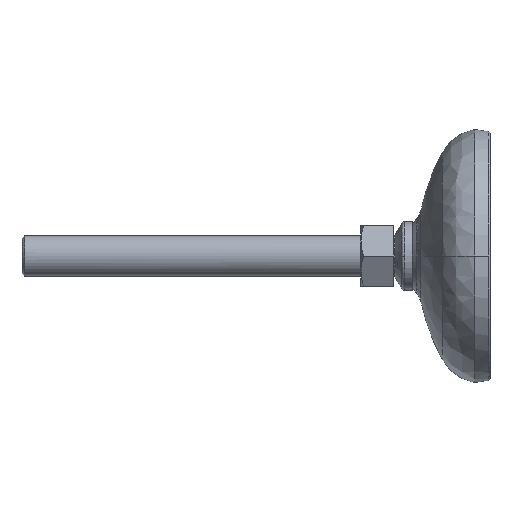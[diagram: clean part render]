
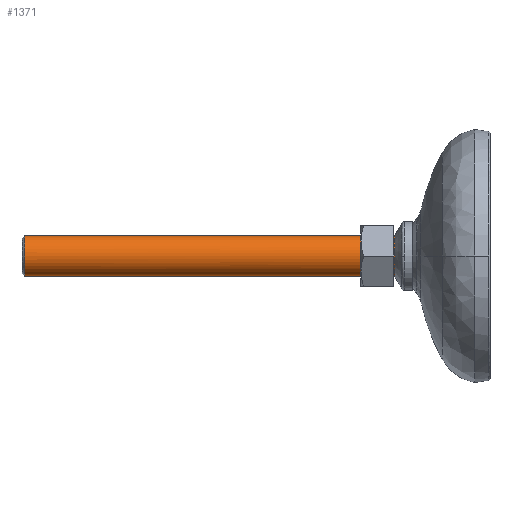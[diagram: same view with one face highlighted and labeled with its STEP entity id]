
A CAD part, left-side view. The second image highlights one B-rep face of the part: STEP entity #1371.
In plain terms, the highlighted cylindrical face has radius 8 mm (diameter 16 mm), a partial arc.
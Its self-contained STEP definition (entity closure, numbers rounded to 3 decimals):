
#11 = CARTESIAN_POINT ( 'NONE',  ( -6.5, -29.342, -4.664 ) ) ;
#55 = DIRECTION ( 'NONE',  ( 0., -1., 0. ) ) ;
#113 = EDGE_CURVE ( 'NONE', #1845, #3192, #1378, .T. ) ;
#144 = CARTESIAN_POINT ( 'NONE',  ( 0., 31.739, -8. ) ) ;
#146 = VECTOR ( 'NONE', #1275, 1000. ) ;
#168 = CARTESIAN_POINT ( 'NONE',  ( -6.5, 45., -4.664 ) ) ;
#241 = LINE ( 'NONE', #1582, #146 ) ;
#351 = VECTOR ( 'NONE', #615, 1000. ) ;
#395 = ORIENTED_EDGE ( 'NONE', *, *, #1356, .T. ) ;
#448 = FACE_BOUND ( 'NONE', #3128, .T. ) ;
#450 = VECTOR ( 'NONE', #55, 1000. ) ;
#497 = VERTEX_POINT ( 'NONE', #2778 ) ;
#564 = EDGE_CURVE ( 'NONE', #3106, #1845, #2102, .T. ) ;
#615 = DIRECTION ( 'NONE',  ( 0., -1., 0. ) ) ;
#648 = EDGE_CURVE ( 'NONE', #1221, #497, #2223, .T. ) ;
#750 = CARTESIAN_POINT ( 'NONE',  ( -6.5, 37., 4.664 ) ) ;
#783 = AXIS2_PLACEMENT_3D ( 'NONE', #1209, #2546, #1469 ) ;
#868 = CARTESIAN_POINT ( 'NONE',  ( 0., -29.342, 8. ) ) ;
#983 = CARTESIAN_POINT ( 'NONE',  ( -6.5, 45., 4.664 ) ) ;
#994 = FACE_OUTER_BOUND ( 'NONE', #2452, .T. ) ;
#1017 = VERTEX_POINT ( 'NONE', #983 ) ;
#1039 = EDGE_CURVE ( 'NONE', #1958, #1506, #1717, .T. ) ;
#1130 = CIRCLE ( 'NONE', #3030, 8. ) ;
#1193 = DIRECTION ( 'NONE',  ( 0., 0., -1. ) ) ;
#1209 = CARTESIAN_POINT ( 'NONE',  ( 0., 178., 0. ) ) ;
#1221 = VERTEX_POINT ( 'NONE', #1919 ) ;
#1254 = ORIENTED_EDGE ( 'NONE', *, *, #2505, .F. ) ;
#1275 = DIRECTION ( 'NONE',  ( 0., 1., 0. ) ) ;
#1356 = EDGE_CURVE ( 'NONE', #1221, #1958, #3276, .T. ) ;
#1371 = ADVANCED_FACE ( 'NONE', ( #994, #448 ), #2009, .T. ) ;
#1378 = CIRCLE ( 'NONE', #1964, 8. ) ;
#1469 = DIRECTION ( 'NONE',  ( 0., 0., -1. ) ) ;
#1487 = CARTESIAN_POINT ( 'NONE',  ( 0., 45., 0. ) ) ;
#1488 = VECTOR ( 'NONE', #1489, 1000. ) ;
#1489 = DIRECTION ( 'NONE',  ( 0., -1., 0. ) ) ;
#1506 = VERTEX_POINT ( 'NONE', #144 ) ;
#1582 = CARTESIAN_POINT ( 'NONE',  ( -6.5, -29.342, 4.664 ) ) ;
#1652 = DIRECTION ( 'NONE',  ( 0., -1., 0. ) ) ;
#1717 = LINE ( 'NONE', #3046, #1488 ) ;
#1739 = ORIENTED_EDGE ( 'NONE', *, *, #2980, .F. ) ;
#1759 = DIRECTION ( 'NONE',  ( 0., 0., -1. ) ) ;
#1770 = AXIS2_PLACEMENT_3D ( 'NONE', #1957, #1652, #1928 ) ;
#1771 = AXIS2_PLACEMENT_3D ( 'NONE', #3055, #1999, #1193 ) ;
#1783 = DIRECTION ( 'NONE',  ( -1., 0., 0. ) ) ;
#1845 = VERTEX_POINT ( 'NONE', #2002 ) ;
#1919 = CARTESIAN_POINT ( 'NONE',  ( 0., 178., 8. ) ) ;
#1928 = DIRECTION ( 'NONE',  ( 0., 0., -1. ) ) ;
#1957 = CARTESIAN_POINT ( 'NONE',  ( 0., 31.739, 0. ) ) ;
#1958 = VERTEX_POINT ( 'NONE', #2603 ) ;
#1963 = ORIENTED_EDGE ( 'NONE', *, *, #113, .F. ) ;
#1964 = AXIS2_PLACEMENT_3D ( 'NONE', #3310, #3088, #1759 ) ;
#1999 = DIRECTION ( 'NONE',  ( 0., -1., 0. ) ) ;
#2002 = CARTESIAN_POINT ( 'NONE',  ( -6.5, 37., -4.664 ) ) ;
#2009 = CYLINDRICAL_SURFACE ( 'NONE', #1771, 8. ) ;
#2102 = LINE ( 'NONE', #11, #450 ) ;
#2174 = EDGE_CURVE ( 'NONE', #497, #1506, #2580, .T. ) ;
#2223 = LINE ( 'NONE', #868, #351 ) ;
#2306 = ORIENTED_EDGE ( 'NONE', *, *, #2174, .F. ) ;
#2387 = ORIENTED_EDGE ( 'NONE', *, *, #648, .F. ) ;
#2452 = EDGE_LOOP ( 'NONE', ( #2387, #395, #3004, #2306 ) ) ;
#2505 = EDGE_CURVE ( 'NONE', #3192, #1017, #241, .T. ) ;
#2546 = DIRECTION ( 'NONE',  ( 0., -1., 0. ) ) ;
#2580 = CIRCLE ( 'NONE', #1770, 8. ) ;
#2603 = CARTESIAN_POINT ( 'NONE',  ( 0., 178., -8. ) ) ;
#2778 = CARTESIAN_POINT ( 'NONE',  ( 0., 31.739, 8. ) ) ;
#2827 = DIRECTION ( 'NONE',  ( 0., -1., 0. ) ) ;
#2980 = EDGE_CURVE ( 'NONE', #1017, #3106, #1130, .T. ) ;
#3004 = ORIENTED_EDGE ( 'NONE', *, *, #1039, .T. ) ;
#3030 = AXIS2_PLACEMENT_3D ( 'NONE', #1487, #2827, #1783 ) ;
#3046 = CARTESIAN_POINT ( 'NONE',  ( 0., -29.342, -8. ) ) ;
#3055 = CARTESIAN_POINT ( 'NONE',  ( 0., -29.342, 0. ) ) ;
#3088 = DIRECTION ( 'NONE',  ( 0., 1., 0. ) ) ;
#3099 = ORIENTED_EDGE ( 'NONE', *, *, #564, .F. ) ;
#3106 = VERTEX_POINT ( 'NONE', #168 ) ;
#3128 = EDGE_LOOP ( 'NONE', ( #1739, #1254, #1963, #3099 ) ) ;
#3192 = VERTEX_POINT ( 'NONE', #750 ) ;
#3276 = CIRCLE ( 'NONE', #783, 8. ) ;
#3310 = CARTESIAN_POINT ( 'NONE',  ( 0., 37., 0. ) ) ;
